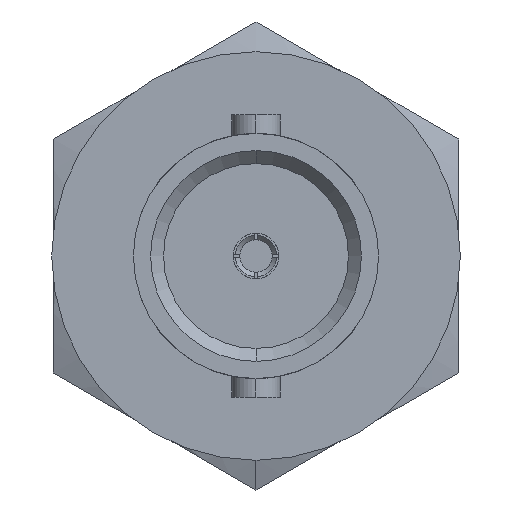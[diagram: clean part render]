
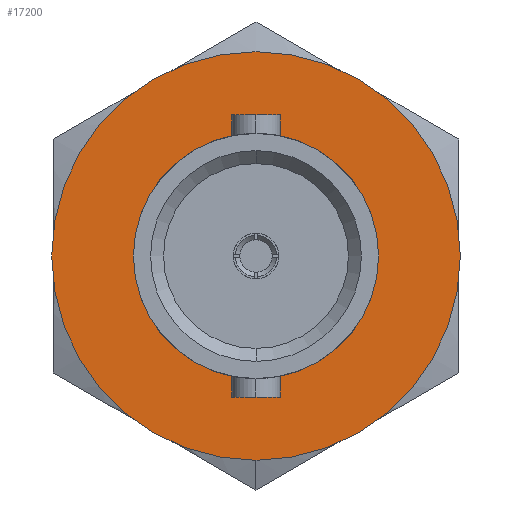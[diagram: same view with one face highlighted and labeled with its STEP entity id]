
A CAD part, left-side view. The second image highlights one B-rep face of the part: STEP entity #17200.
In plain terms, the highlighted planar face has unit normal (-1, 0, 0).
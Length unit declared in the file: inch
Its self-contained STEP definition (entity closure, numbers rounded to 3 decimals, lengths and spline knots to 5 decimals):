
#183 = CARTESIAN_POINT ( 'NONE',  ( 1.25873, 0., 0. ) ) ;
#274 = AXIS2_PLACEMENT_3D ( 'NONE', #6822, #8521, #20408 ) ;
#1381 = ORIENTED_EDGE ( 'NONE', *, *, #5589, .T. ) ;
#1648 = DIRECTION ( 'NONE',  ( 0., 0., 1. ) ) ;
#2119 = CARTESIAN_POINT ( 'NONE',  ( 1.25873, 0., 0. ) ) ;
#2602 = DIRECTION ( 'NONE',  ( -1., 0., 0. ) ) ;
#2856 = AXIS2_PLACEMENT_3D ( 'NONE', #183, #10291, #12182 ) ;
#4454 = EDGE_LOOP ( 'NONE', ( #20188, #1381 ) ) ;
#4855 = AXIS2_PLACEMENT_3D ( 'NONE', #2119, #17364, #7176 ) ;
#5589 = EDGE_CURVE ( 'NONE', #14482, #9980, #21475, .T. ) ;
#6051 = DIRECTION ( 'NONE',  ( 0., 0., 1. ) ) ;
#6639 = FACE_OUTER_BOUND ( 'NONE', #4454, .T. ) ;
#6822 = CARTESIAN_POINT ( 'NONE',  ( 1.25873, 0., 0. ) ) ;
#6916 = CIRCLE ( 'NONE', #4855, 0.179 ) ;
#7176 = DIRECTION ( 'NONE',  ( 0., 0., 1. ) ) ;
#8521 = DIRECTION ( 'NONE',  ( -1., 0., 0. ) ) ;
#8782 = CIRCLE ( 'NONE', #274, 0.315 ) ;
#9980 = VERTEX_POINT ( 'NONE', #10727 ) ;
#10291 = DIRECTION ( 'NONE',  ( -1., 0., 0. ) ) ;
#10537 = ORIENTED_EDGE ( 'NONE', *, *, #14459, .F. ) ;
#10727 = CARTESIAN_POINT ( 'NONE',  ( 1.25873, 0., 0.315 ) ) ;
#11719 = DIRECTION ( 'NONE',  ( -1., 0., 0. ) ) ;
#11963 = FACE_BOUND ( 'NONE', #19552, .T. ) ;
#12039 = VERTEX_POINT ( 'NONE', #17613 ) ;
#12155 = AXIS2_PLACEMENT_3D ( 'NONE', #12734, #2602, #6051 ) ;
#12182 = DIRECTION ( 'NONE',  ( 0., 0., 1. ) ) ;
#12734 = CARTESIAN_POINT ( 'NONE',  ( 1.25873, 0., 0. ) ) ;
#13527 = EDGE_CURVE ( 'NONE', #19782, #12039, #16863, .T. ) ;
#14400 = EDGE_CURVE ( 'NONE', #9980, #14482, #8782, .T. ) ;
#14459 = EDGE_CURVE ( 'NONE', #12039, #19782, #6916, .T. ) ;
#14482 = VERTEX_POINT ( 'NONE', #17143 ) ;
#16689 = CARTESIAN_POINT ( 'NONE',  ( 1.25873, 0., 0. ) ) ;
#16863 = CIRCLE ( 'NONE', #2856, 0.179 ) ;
#17143 = CARTESIAN_POINT ( 'NONE',  ( 1.25873, 0., -0.315 ) ) ;
#17200 = ADVANCED_FACE ( 'NONE', ( #6639, #11963 ), #18142, .T. ) ;
#17364 = DIRECTION ( 'NONE',  ( -1., 0., 0. ) ) ;
#17488 = ORIENTED_EDGE ( 'NONE', *, *, #13527, .F. ) ;
#17613 = CARTESIAN_POINT ( 'NONE',  ( 1.25873, 0., 0.179 ) ) ;
#18142 = PLANE ( 'NONE',  #12155 ) ;
#19552 = EDGE_LOOP ( 'NONE', ( #10537, #17488 ) ) ;
#19782 = VERTEX_POINT ( 'NONE', #21951 ) ;
#20188 = ORIENTED_EDGE ( 'NONE', *, *, #14400, .T. ) ;
#20408 = DIRECTION ( 'NONE',  ( 0., 0., 1. ) ) ;
#21431 = AXIS2_PLACEMENT_3D ( 'NONE', #16689, #11719, #1648 ) ;
#21475 = CIRCLE ( 'NONE', #21431, 0.315 ) ;
#21951 = CARTESIAN_POINT ( 'NONE',  ( 1.25873, 0., -0.179 ) ) ;
